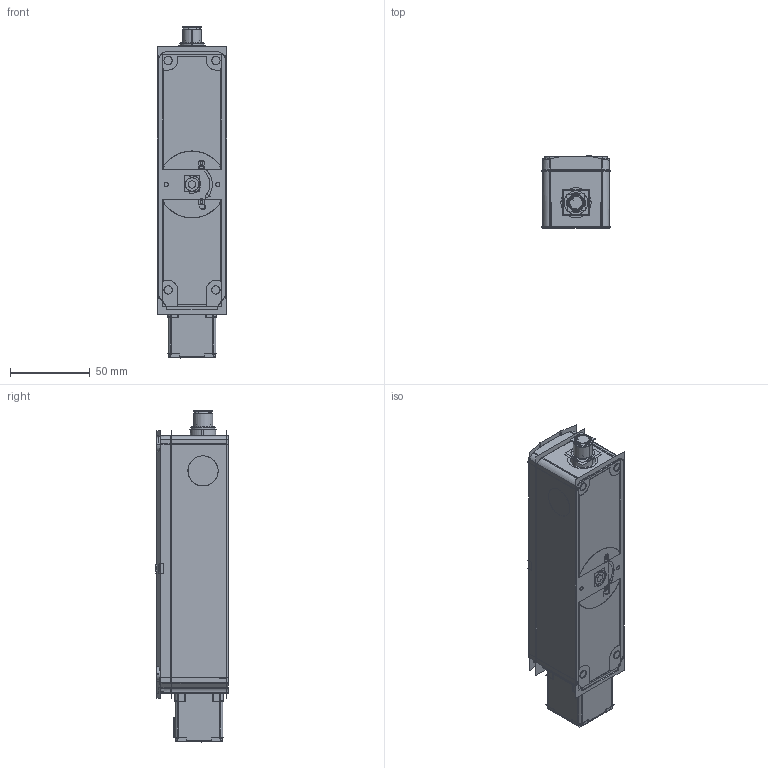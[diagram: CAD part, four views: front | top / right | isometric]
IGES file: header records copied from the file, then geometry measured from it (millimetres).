
Start section:  PTC IGES file: 232182.igs
Global section: file name: 232182.igs; native system: Creo Parametric by PTC Inc.; preprocessor: 2019292; author: PDMAdmin; organization: Unknown; date: 20221107.160015; units: millimetre
Bounding box: 43.68 x 45.27 x 208.32 mm (x, y, z)
Surface area: 490218.2 mm2
Topology: 3 solids, 7 shells, 2622 faces, 18404 edges, 26599 vertices
Faces by surface type: revolution 950, extrusion 864, bspline 808
